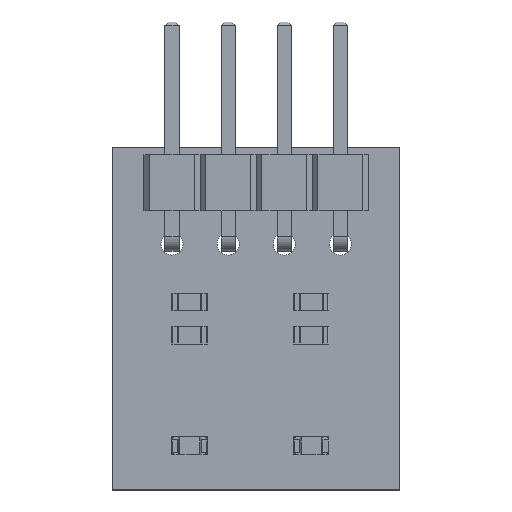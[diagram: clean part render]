
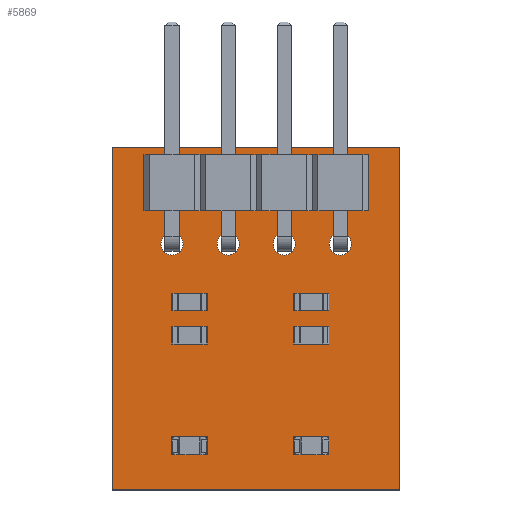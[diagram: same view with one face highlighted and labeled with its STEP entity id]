
A CAD part, top view. The second image highlights one B-rep face of the part: STEP entity #5869.
In plain terms, the highlighted planar face has unit normal (0, 0, 1).
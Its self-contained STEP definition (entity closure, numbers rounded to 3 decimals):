
#5713 = VERTEX_POINT('',#5714);
#5714 = CARTESIAN_POINT('',(6.5,-15.5,1.6));
#5720 = EDGE_CURVE('',#5713,#5721,#5723,.T.);
#5721 = VERTEX_POINT('',#5722);
#5722 = CARTESIAN_POINT('',(-6.5,-15.5,1.6));
#5723 = LINE('',#5724,#5725);
#5724 = CARTESIAN_POINT('',(6.5,-15.5,1.6));
#5725 = VECTOR('',#5726,1.);
#5726 = DIRECTION('',(-1.,0.,0.));
#5753 = VERTEX_POINT('',#5754);
#5754 = CARTESIAN_POINT('',(6.5,0.,1.6));
#5760 = EDGE_CURVE('',#5753,#5713,#5761,.T.);
#5761 = LINE('',#5762,#5763);
#5762 = CARTESIAN_POINT('',(6.5,0.,1.6));
#5763 = VECTOR('',#5764,1.);
#5764 = DIRECTION('',(0.,-1.,0.));
#5782 = EDGE_CURVE('',#5721,#5783,#5785,.T.);
#5783 = VERTEX_POINT('',#5784);
#5784 = CARTESIAN_POINT('',(-6.5,0.,1.6));
#5785 = LINE('',#5786,#5787);
#5786 = CARTESIAN_POINT('',(-6.5,-15.5,1.6));
#5787 = VECTOR('',#5788,1.);
#5788 = DIRECTION('',(0.,1.,0.));
#5869 = ADVANCED_FACE('',(#5870,#5881,#5892,#5903,#5914),#5925,.T.);
#5870 = FACE_BOUND('',#5871,.T.);
#5871 = EDGE_LOOP('',(#5872,#5873,#5874,#5880));
#5872 = ORIENTED_EDGE('',*,*,#5720,.F.);
#5873 = ORIENTED_EDGE('',*,*,#5760,.F.);
#5874 = ORIENTED_EDGE('',*,*,#5875,.F.);
#5875 = EDGE_CURVE('',#5783,#5753,#5876,.T.);
#5876 = LINE('',#5877,#5878);
#5877 = CARTESIAN_POINT('',(-6.5,0.,1.6));
#5878 = VECTOR('',#5879,1.);
#5879 = DIRECTION('',(1.,0.,0.));
#5880 = ORIENTED_EDGE('',*,*,#5782,.F.);
#5881 = FACE_BOUND('',#5882,.T.);
#5882 = EDGE_LOOP('',(#5883));
#5883 = ORIENTED_EDGE('',*,*,#5884,.T.);
#5884 = EDGE_CURVE('',#5885,#5885,#5887,.T.);
#5885 = VERTEX_POINT('',#5886);
#5886 = CARTESIAN_POINT('',(-3.8,-4.875,1.6));
#5887 = CIRCLE('',#5888,0.5);
#5888 = AXIS2_PLACEMENT_3D('',#5889,#5890,#5891);
#5889 = CARTESIAN_POINT('',(-3.8,-4.375,1.6));
#5890 = DIRECTION('',(-0.,0.,-1.));
#5891 = DIRECTION('',(-0.,-1.,0.));
#5892 = FACE_BOUND('',#5893,.T.);
#5893 = EDGE_LOOP('',(#5894));
#5894 = ORIENTED_EDGE('',*,*,#5895,.T.);
#5895 = EDGE_CURVE('',#5896,#5896,#5898,.T.);
#5896 = VERTEX_POINT('',#5897);
#5897 = CARTESIAN_POINT('',(-1.26,-4.875,1.6));
#5898 = CIRCLE('',#5899,0.5);
#5899 = AXIS2_PLACEMENT_3D('',#5900,#5901,#5902);
#5900 = CARTESIAN_POINT('',(-1.26,-4.375,1.6));
#5901 = DIRECTION('',(-0.,0.,-1.));
#5902 = DIRECTION('',(-0.,-1.,0.));
#5903 = FACE_BOUND('',#5904,.T.);
#5904 = EDGE_LOOP('',(#5905));
#5905 = ORIENTED_EDGE('',*,*,#5906,.T.);
#5906 = EDGE_CURVE('',#5907,#5907,#5909,.T.);
#5907 = VERTEX_POINT('',#5908);
#5908 = CARTESIAN_POINT('',(1.28,-4.875,1.6));
#5909 = CIRCLE('',#5910,0.5);
#5910 = AXIS2_PLACEMENT_3D('',#5911,#5912,#5913);
#5911 = CARTESIAN_POINT('',(1.28,-4.375,1.6));
#5912 = DIRECTION('',(-0.,0.,-1.));
#5913 = DIRECTION('',(-0.,-1.,0.));
#5914 = FACE_BOUND('',#5915,.T.);
#5915 = EDGE_LOOP('',(#5916));
#5916 = ORIENTED_EDGE('',*,*,#5917,.T.);
#5917 = EDGE_CURVE('',#5918,#5918,#5920,.T.);
#5918 = VERTEX_POINT('',#5919);
#5919 = CARTESIAN_POINT('',(3.82,-4.875,1.6));
#5920 = CIRCLE('',#5921,0.5);
#5921 = AXIS2_PLACEMENT_3D('',#5922,#5923,#5924);
#5922 = CARTESIAN_POINT('',(3.82,-4.375,1.6));
#5923 = DIRECTION('',(-0.,0.,-1.));
#5924 = DIRECTION('',(0.,-1.,0.));
#5925 = PLANE('',#5926);
#5926 = AXIS2_PLACEMENT_3D('',#5927,#5928,#5929);
#5927 = CARTESIAN_POINT('',(0.,0.,1.6));
#5928 = DIRECTION('',(0.,0.,1.));
#5929 = DIRECTION('',(1.,0.,-0.));
